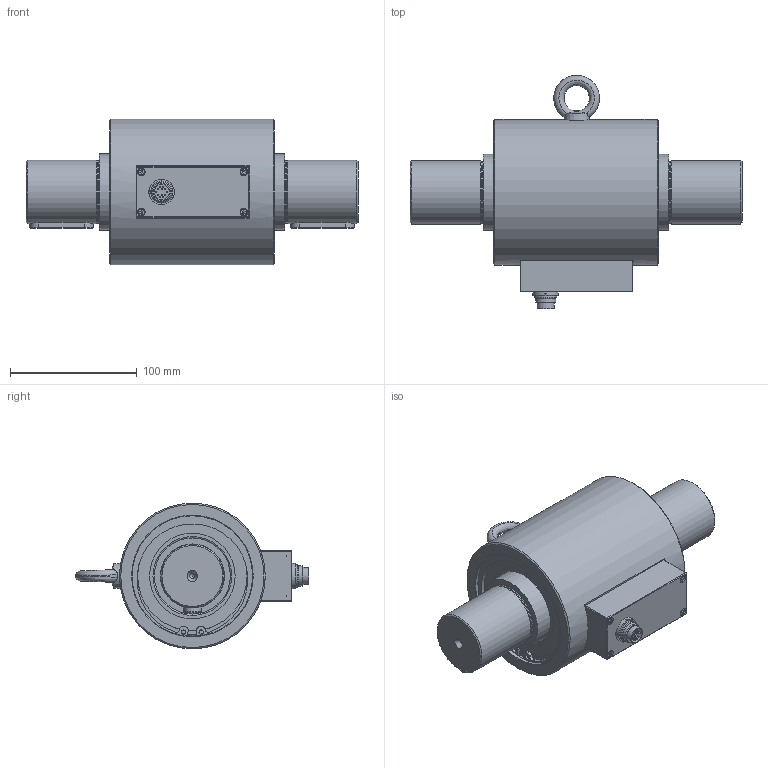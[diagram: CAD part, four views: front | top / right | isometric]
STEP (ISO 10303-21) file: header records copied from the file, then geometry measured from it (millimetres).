
FILE_DESCRIPTION( ( 'Unknown' ), '1' );
FILE_NAME( '2301-Z07_DOC-00103670.stp', 'Unknown', ( 'Unknown' ), ( 'Unknown' ), 'PSStep 17.0.49', 'Unknown', ' ' );
FILE_SCHEMA( ( 'AUTOMOTIVE_DESIGN { 1 0 10303 214 1 1 1 1 }' ) );
Length unit declared in the file: millimetre
Products named in the file (32): 2247-b04_doc-00047666; 2247-001_doc-00047567; Sicherungsring DIN 472-95x3-T1; Ringschraube M8 DIN 580-oa0; DIN 625-T1-6012-2RS_60x95x18; 2247-b05_doc-00045639; 2247-003_doc-00016120; Zylinderschraube DIN 912-M3x25; Zylinderschraube DIN 912-M3x25-oa1; Zylinderschraube DIN 912-M3x25-oa2; Zylinderschraube DIN 912-M3x25-oa3; 2301-B07_DOC-00103668; Paßfeder A14x9x50 DIN 6885; Paßfeder A14x9x50 DIN 6885-oa4; 2301-015_DOC-00103667; Assem1; flanschstecker 12-polig serie 723; mutter_09-0323-89-06_DOC-00067592
Assembly tree (31 placements, depth 3):
  Assem1
    flanschstecker 12-polig serie 723
    mutter_09-0323-89-06_DOC-00067592
    2247-b04_doc-00047666
      2247-001_doc-00047567
      Sicherungsring DIN 472-95x3-T1
      Ringschraube M8 DIN 580-oa0
      DIN 625-T1-6012-2RS_60x95x18
      DIN 625-T1-6012-2RS_60x95x18
      DIN 625-T1-6012-2RS_60x95x18
      DIN 625-T1-6012-2RS_60x95x18
      DIN 625-T1-6012-2RS_60x95x18
      DIN 625-T1-6012-2RS_60x95x18
      DIN 625-T1-6012-2RS_60x95x18
    2247-b05_doc-00045639
      2247-003_doc-00016120
      Zylinderschraube DIN 912-M3x25
      Zylinderschraube DIN 912-M3x25-oa1
      Zylinderschraube DIN 912-M3x25-oa2
      Zylinderschraube DIN 912-M3x25-oa3
    2301-B07_DOC-00103668
      DIN 625-T1-6012-2RS_60x95x18
      DIN 625-T1-6012-2RS_60x95x18
      DIN 625-T1-6012-2RS_60x95x18
      DIN 625-T1-6012-2RS_60x95x18
      DIN 625-T1-6012-2RS_60x95x18
      DIN 625-T1-6012-2RS_60x95x18
      DIN 625-T1-6012-2RS_60x95x18
      Sicherungsring DIN 472-95x3-T1
      Paßfeder A14x9x50 DIN 6885
      Paßfeder A14x9x50 DIN 6885-oa4
      2301-015_DOC-00103667
Bounding box: 262 x 183.98 x 115 mm (x, y, z)
Volume: 1247061.3 mm3; surface area: 301640.8 mm2
Topology: 28 solids, 30 shells, 449 faces, 903 edges, 585 vertices
Faces by surface type: plane 207, cylinder 157, cone 48, torus 33, bspline 4
Full cylindrical faces by diameter (mm): 1 x24, 2.387 x4, 3 x8, 3.4 x4, 3.5 x4, 4 x3, 4.917 x1, 5.5 x4, 6 x5, 12 x1, 13.5 x1, 15 x1, 15.875 x1, 17.188 x1, 17.462 x1, 17.8 x1, 20 x3, 21 x1, 22 x1, 49.4 x2, 50 x2, 57 x1, 60 x4, 67.5 x4, 67.52 x4, 74.25 x4, 82.175 x4, 86.36 x4, 86.38 x4, 86.48 x4
Entity records: 16785 total; most frequent: CARTESIAN_POINT 4025, DIRECTION 1964, ORIENTED_EDGE 1310, AXIS2_PLACEMENT_3D 878, EDGE_LOOP 758, EDGE_CURVE 655, FACE_OUTER_BOUND 586, VERTEX_POINT 540
